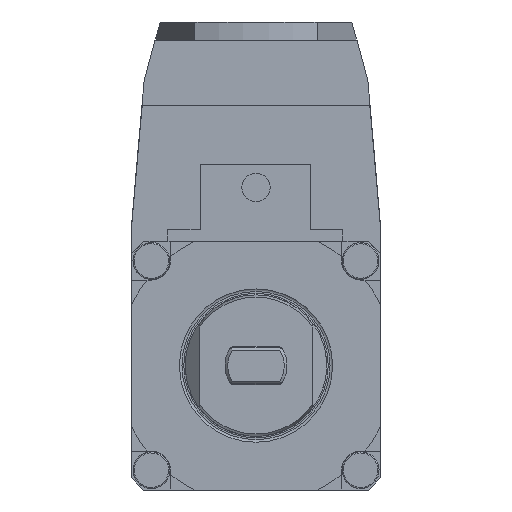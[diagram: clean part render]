
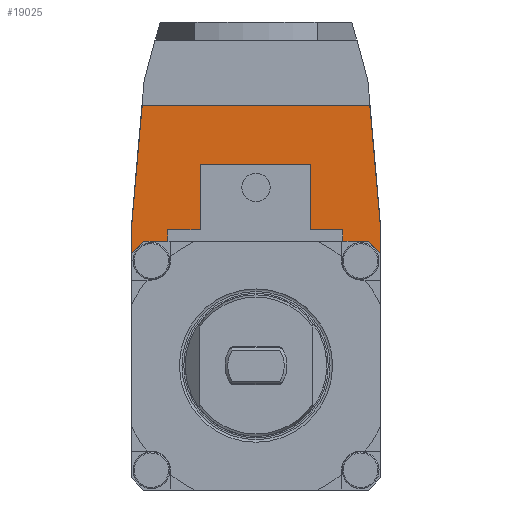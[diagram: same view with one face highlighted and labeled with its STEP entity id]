
A CAD part, front view. The second image highlights one B-rep face of the part: STEP entity #19025.
In plain terms, the highlighted planar face has unit normal (0, -1, 0).
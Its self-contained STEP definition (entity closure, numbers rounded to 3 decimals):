
#12 = VERTEX_POINT ( 'NONE', #26521 ) ;
#251 = VECTOR ( 'NONE', #2565, 1000. ) ;
#313 = CARTESIAN_POINT ( 'NONE',  ( 39.681, -91., -6. ) ) ;
#1120 = VERTEX_POINT ( 'NONE', #24392 ) ;
#1146 = DIRECTION ( 'NONE',  ( 0., 1., 0. ) ) ;
#1348 = CARTESIAN_POINT ( 'NONE',  ( 44., -91., -89. ) ) ;
#1651 = VERTEX_POINT ( 'NONE', #313 ) ;
#2565 = DIRECTION ( 'NONE',  ( 1., 0., 0. ) ) ;
#2681 = EDGE_CURVE ( 'NONE', #28522, #25228, #26310, .T. ) ;
#2749 = CARTESIAN_POINT ( 'NONE',  ( 40.25, -91., 42. ) ) ;
#3299 = FACE_OUTER_BOUND ( 'NONE', #6695, .T. ) ;
#3887 = DIRECTION ( 'NONE',  ( -1., 0., 0. ) ) ;
#4726 = CARTESIAN_POINT ( 'NONE',  ( -40.25, -91., 42. ) ) ;
#4837 = AXIS2_PLACEMENT_3D ( 'NONE', #14174, #9237, #18458 ) ;
#5491 = CARTESIAN_POINT ( 'NONE',  ( -44., -91., -0.863 ) ) ;
#5954 = VERTEX_POINT ( 'NONE', #26387 ) ;
#5988 = ORIENTED_EDGE ( 'NONE', *, *, #12479, .F. ) ;
#6284 = CARTESIAN_POINT ( 'NONE',  ( 44., -91., -0.863 ) ) ;
#6667 = VERTEX_POINT ( 'NONE', #27281 ) ;
#6695 = EDGE_LOOP ( 'NONE', ( #24946, #28101, #18314, #5988, #14792, #8078, #10588, #27065 ) ) ;
#7261 = DIRECTION ( 'NONE',  ( 0.087, 0., 0.996 ) ) ;
#7398 = LINE ( 'NONE', #25238, #10579 ) ;
#7545 = CARTESIAN_POINT ( 'NONE',  ( 44., -91., -0.863 ) ) ;
#8076 = CIRCLE ( 'NONE', #4837, 59.25 ) ;
#8078 = ORIENTED_EDGE ( 'NONE', *, *, #9663, .F. ) ;
#9237 = DIRECTION ( 'NONE',  ( 0., 1., 0. ) ) ;
#9663 = EDGE_CURVE ( 'NONE', #1120, #28522, #27075, .T. ) ;
#9669 = VECTOR ( 'NONE', #14448, 1000. ) ;
#10579 = VECTOR ( 'NONE', #20875, 1000. ) ;
#10588 = ORIENTED_EDGE ( 'NONE', *, *, #22198, .F. ) ;
#10815 = CARTESIAN_POINT ( 'NONE',  ( -44., -91., -89. ) ) ;
#10908 = CARTESIAN_POINT ( 'NONE',  ( 44., -91., -10.319 ) ) ;
#11517 = VECTOR ( 'NONE', #7261, 1000. ) ;
#11937 = EDGE_CURVE ( 'NONE', #1651, #6667, #7398, .T. ) ;
#12479 = EDGE_CURVE ( 'NONE', #25228, #16900, #14309, .T. ) ;
#13580 = DIRECTION ( 'NONE',  ( 0., 0., 1. ) ) ;
#14174 = CARTESIAN_POINT ( 'NONE',  ( 0., -91., -50. ) ) ;
#14241 = PLANE ( 'NONE',  #17955 ) ;
#14309 = LINE ( 'NONE', #1348, #9669 ) ;
#14448 = DIRECTION ( 'NONE',  ( 0., 0., -1. ) ) ;
#14792 = ORIENTED_EDGE ( 'NONE', *, *, #2681, .F. ) ;
#15184 = DIRECTION ( 'NONE',  ( 0.087, 0., -0.996 ) ) ;
#15408 = CARTESIAN_POINT ( 'NONE',  ( 0., -91., -50. ) ) ;
#15715 = VECTOR ( 'NONE', #15184, 1000. ) ;
#16435 = CARTESIAN_POINT ( 'NONE',  ( 0., -91., -50. ) ) ;
#16900 = VERTEX_POINT ( 'NONE', #10908 ) ;
#17435 = EDGE_CURVE ( 'NONE', #1651, #16900, #26741, .T. ) ;
#17955 = AXIS2_PLACEMENT_3D ( 'NONE', #16435, #1146, #28121 ) ;
#18314 = ORIENTED_EDGE ( 'NONE', *, *, #17435, .T. ) ;
#18458 = DIRECTION ( 'NONE',  ( -1., 0., 0. ) ) ;
#19025 = ADVANCED_FACE ( 'Defeature completata1_156', ( #3299 ), #14241, .F. ) ;
#19912 = VECTOR ( 'NONE', #13580, 1000. ) ;
#20043 = LINE ( 'NONE', #10815, #19912 ) ;
#20875 = DIRECTION ( 'NONE',  ( -1., 0., 0. ) ) ;
#20957 = EDGE_CURVE ( 'NONE', #5954, #12, #20043, .T. ) ;
#21565 = DIRECTION ( 'NONE',  ( 0., 1., 0. ) ) ;
#22198 = EDGE_CURVE ( 'NONE', #12, #1120, #24948, .T. ) ;
#23918 = AXIS2_PLACEMENT_3D ( 'NONE', #15408, #21565, #3887 ) ;
#24392 = CARTESIAN_POINT ( 'NONE',  ( -40.25, -91., 42. ) ) ;
#24946 = ORIENTED_EDGE ( 'NONE', *, *, #27317, .T. ) ;
#24948 = LINE ( 'NONE', #5491, #11517 ) ;
#25228 = VERTEX_POINT ( 'NONE', #7545 ) ;
#25238 = CARTESIAN_POINT ( 'NONE',  ( 0., -91., -6. ) ) ;
#26310 = LINE ( 'NONE', #6284, #15715 ) ;
#26387 = CARTESIAN_POINT ( 'NONE',  ( -44., -91., -10.319 ) ) ;
#26521 = CARTESIAN_POINT ( 'NONE',  ( -44., -91., -0.863 ) ) ;
#26741 = CIRCLE ( 'NONE', #23918, 59.25 ) ;
#27065 = ORIENTED_EDGE ( 'NONE', *, *, #20957, .F. ) ;
#27075 = LINE ( 'NONE', #4726, #251 ) ;
#27281 = CARTESIAN_POINT ( 'NONE',  ( -39.681, -91., -6. ) ) ;
#27317 = EDGE_CURVE ( 'NONE', #5954, #6667, #8076, .T. ) ;
#28101 = ORIENTED_EDGE ( 'NONE', *, *, #11937, .F. ) ;
#28121 = DIRECTION ( 'NONE',  ( 0., 0., 1. ) ) ;
#28522 = VERTEX_POINT ( 'NONE', #2749 ) ;
